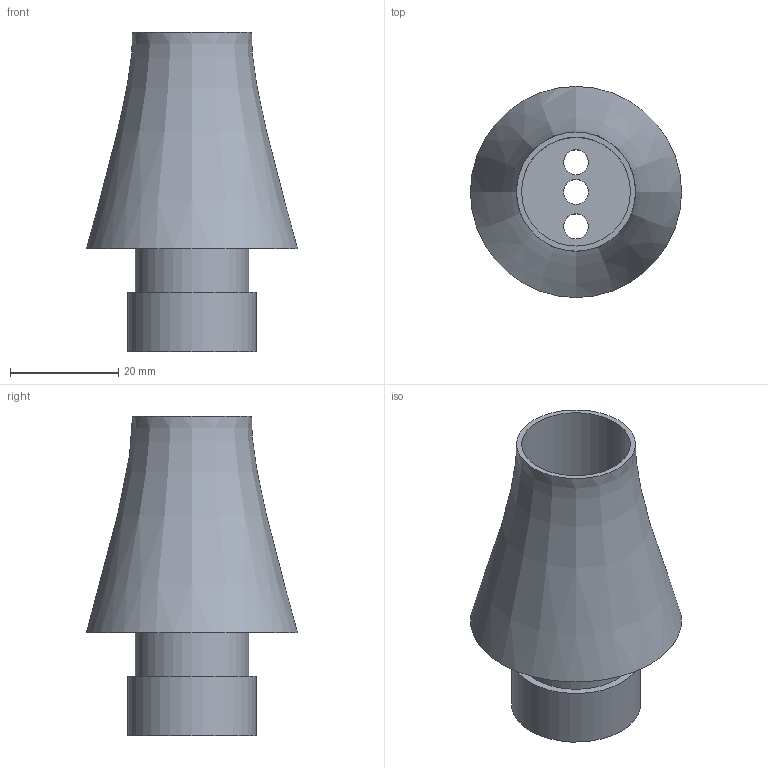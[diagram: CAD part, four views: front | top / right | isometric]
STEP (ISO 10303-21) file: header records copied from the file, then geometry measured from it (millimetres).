
FILE_DESCRIPTION(/* description */ (''),/* implementation_level */ '2;1');
FILE_NAME(/* name */ 'P01ScrewMount.step',/* time_stamp */ '2020-08-21T21:22:28+02:00',/* author */ (''),/* organization */ (''),/* preprocessor_version */ 'ST-DEVELOPER v18.1',/* originating_system */ 'Autodesk Translation Framework v9.3.0.1241',/* authorisation */ '');
FILE_SCHEMA (('AUTOMOTIVE_DESIGN { 1 0 10303 214 3 1 1 }'));
Length unit declared in the file: millimetre
Products named in the file (1): BottomNew
Bounding box: 39 x 39 x 59 mm (x, y, z)
Volume: 23105.2 mm3; surface area: 10058.7 mm2
Topology: 1 solids, 1 shells, 20 faces, 37 edges, 24 vertices
Faces by surface type: cylinder 10, plane 7, cone 2, bspline 1
Full cylindrical faces by diameter (mm): 1.4 x2, 1.623 x2, 4.6 x3, 20.1 x1, 21 x1, 23.765 x1
Entity records: 640 total; most frequent: CARTESIAN_POINT 178, DIRECTION 96, ORIENTED_EDGE 70, AXIS2_PLACEMENT_3D 42, EDGE_CURVE 35, EDGE_LOOP 33, VERTEX_POINT 24, CIRCLE 22
